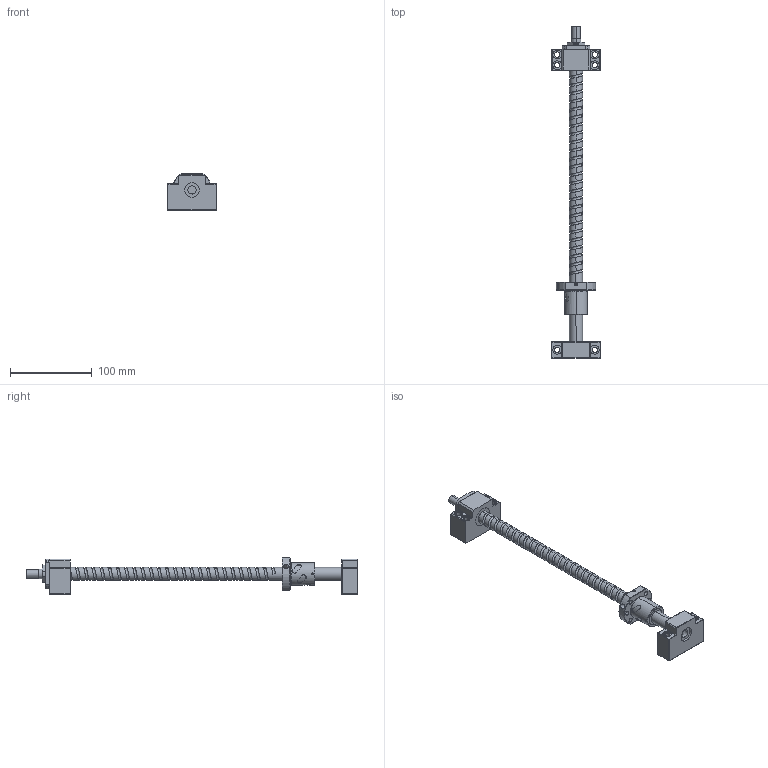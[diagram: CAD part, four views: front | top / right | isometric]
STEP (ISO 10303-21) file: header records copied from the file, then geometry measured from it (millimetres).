
FILE_DESCRIPTION (( 'STEP AP203' ), '1' );
FILE_NAME ('BKBF12配套-L400.STEP', '2025-03-18T08:34:48', ( '微软用户' ), ( '微软中国' ), 'SwSTEP 2.0', 'SolidWorks 2024', '' );
FILE_SCHEMA (( 'CONFIG_CONTROL_DESIGN' ));
Length unit declared in the file: millimetre
Products named in the file (7): 16螺母; BK_12Yes_3; BK_12Yes; BKBF12配套-L400; 16丝杆; BF12; BK_12Yes_5
Assembly tree (6 placements, depth 3):
  BKBF12配套-L400
    16丝杆
    16螺母
    BF12
    BK_12Yes
      BK_12Yes_3
      BK_12Yes_5
Bounding box: 60 x 406.5 x 45 mm (x, y, z)
Volume: 165833.1 mm3; surface area: 62781.3 mm2
Topology: 5 solids, 8 shells, 487 faces, 1355 edges, 908 vertices
Faces by surface type: cylinder 221, plane 146, bspline 71, cone 35, sphere 8, torus 6
Entity records: 30616 total; most frequent: CARTESIAN_POINT 18448, ORIENTED_EDGE 2661, DIRECTION 1943, EDGE_CURVE 1347, VERTEX_POINT 908, AXIS2_PLACEMENT_3D 730, EDGE_LOOP 577, ADVANCED_FACE 487
